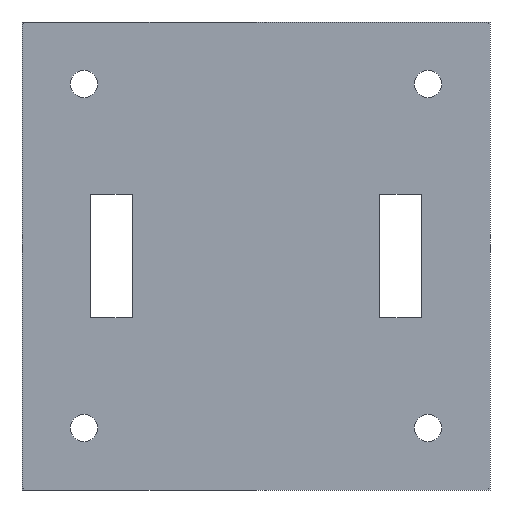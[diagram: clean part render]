
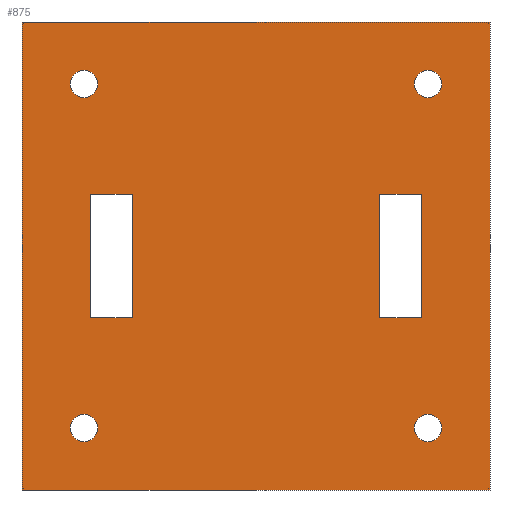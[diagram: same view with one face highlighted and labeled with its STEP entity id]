
A CAD part, left-side view. The second image highlights one B-rep face of the part: STEP entity #875.
In plain terms, the highlighted planar face has unit normal (-1, 0, 0).
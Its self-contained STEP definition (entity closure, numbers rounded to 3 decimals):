
#26=FACE_BOUND('',#166,.T.);
#27=FACE_BOUND('',#167,.T.);
#28=FACE_BOUND('',#168,.T.);
#29=FACE_BOUND('',#169,.T.);
#30=FACE_BOUND('',#170,.T.);
#31=FACE_BOUND('',#171,.T.);
#32=FACE_BOUND('',#172,.T.);
#67=PLANE('',#953);
#166=EDGE_LOOP('',(#759,#760,#761,#762));
#167=EDGE_LOOP('',(#763,#764,#765,#766));
#168=EDGE_LOOP('',(#767));
#169=EDGE_LOOP('',(#768));
#170=EDGE_LOOP('',(#769));
#171=EDGE_LOOP('',(#770));
#172=EDGE_LOOP('',(#771,#772,#773,#774));
#224=LINE('',#1332,#308);
#227=LINE('',#1337,#311);
#249=LINE('',#1391,#333);
#252=LINE('',#1396,#336);
#253=LINE('',#1399,#337);
#255=LINE('',#1402,#339);
#256=LINE('',#1405,#340);
#258=LINE('',#1408,#342);
#260=LINE('',#1425,#344);
#263=LINE('',#1431,#347);
#265=LINE('',#1434,#349);
#266=LINE('',#1436,#350);
#308=VECTOR('',#1079,9.);
#311=VECTOR('',#1084,3.);
#333=VECTOR('',#1126,9.);
#336=VECTOR('',#1131,3.);
#337=VECTOR('',#1134,3.);
#339=VECTOR('',#1138,9.);
#340=VECTOR('',#1141,3.);
#342=VECTOR('',#1145,9.);
#344=VECTOR('',#1165,34.);
#347=VECTOR('',#1170,34.);
#349=VECTOR('',#1174,34.);
#350=VECTOR('',#1177,34.);
#379=CIRCLE('',#940,1.);
#380=CIRCLE('',#942,1.);
#381=CIRCLE('',#944,1.);
#382=CIRCLE('',#946,1.);
#429=VERTEX_POINT('',#1329);
#430=VERTEX_POINT('',#1331);
#431=VERTEX_POINT('',#1335);
#452=VERTEX_POINT('',#1388);
#453=VERTEX_POINT('',#1390);
#454=VERTEX_POINT('',#1394);
#455=VERTEX_POINT('',#1398);
#456=VERTEX_POINT('',#1404);
#457=VERTEX_POINT('',#1410);
#458=VERTEX_POINT('',#1413);
#459=VERTEX_POINT('',#1416);
#460=VERTEX_POINT('',#1419);
#461=VERTEX_POINT('',#1422);
#462=VERTEX_POINT('',#1424);
#463=VERTEX_POINT('',#1428);
#464=VERTEX_POINT('',#1430);
#526=EDGE_CURVE('',#430,#429,#224,.T.);
#529=EDGE_CURVE('',#429,#431,#227,.T.);
#555=EDGE_CURVE('',#453,#452,#249,.T.);
#558=EDGE_CURVE('',#452,#454,#252,.T.);
#559=EDGE_CURVE('',#455,#430,#253,.T.);
#561=EDGE_CURVE('',#431,#455,#255,.T.);
#562=EDGE_CURVE('',#456,#453,#256,.T.);
#564=EDGE_CURVE('',#454,#456,#258,.T.);
#565=EDGE_CURVE('',#457,#457,#379,.T.);
#566=EDGE_CURVE('',#458,#458,#380,.T.);
#567=EDGE_CURVE('',#459,#459,#381,.T.);
#568=EDGE_CURVE('',#460,#460,#382,.T.);
#570=EDGE_CURVE('',#462,#461,#260,.T.);
#573=EDGE_CURVE('',#463,#464,#263,.T.);
#575=EDGE_CURVE('',#461,#464,#265,.T.);
#576=EDGE_CURVE('',#463,#462,#266,.T.);
#759=ORIENTED_EDGE('',*,*,#529,.T.);
#760=ORIENTED_EDGE('',*,*,#561,.T.);
#761=ORIENTED_EDGE('',*,*,#559,.T.);
#762=ORIENTED_EDGE('',*,*,#526,.T.);
#763=ORIENTED_EDGE('',*,*,#558,.T.);
#764=ORIENTED_EDGE('',*,*,#564,.T.);
#765=ORIENTED_EDGE('',*,*,#562,.T.);
#766=ORIENTED_EDGE('',*,*,#555,.T.);
#767=ORIENTED_EDGE('',*,*,#565,.T.);
#768=ORIENTED_EDGE('',*,*,#566,.T.);
#769=ORIENTED_EDGE('',*,*,#567,.T.);
#770=ORIENTED_EDGE('',*,*,#568,.T.);
#771=ORIENTED_EDGE('',*,*,#575,.T.);
#772=ORIENTED_EDGE('',*,*,#573,.F.);
#773=ORIENTED_EDGE('',*,*,#576,.T.);
#774=ORIENTED_EDGE('',*,*,#570,.T.);
#875=ADVANCED_FACE('',(#26,#27,#28,#29,#30,#31,#32),#67,.T.);
#940=AXIS2_PLACEMENT_3D('',#1411,#1148,#1149);
#942=AXIS2_PLACEMENT_3D('',#1414,#1152,#1153);
#944=AXIS2_PLACEMENT_3D('',#1417,#1156,#1157);
#946=AXIS2_PLACEMENT_3D('',#1420,#1160,#1161);
#953=AXIS2_PLACEMENT_3D('',#1443,#1186,#1187);
#1079=DIRECTION('',(0.,0.,1.));
#1084=DIRECTION('',(0.,-1.,0.));
#1126=DIRECTION('',(0.,0.,1.));
#1131=DIRECTION('',(0.,-1.,0.));
#1134=DIRECTION('',(0.,1.,0.));
#1138=DIRECTION('',(0.,0.,-1.));
#1141=DIRECTION('',(0.,1.,0.));
#1145=DIRECTION('',(0.,0.,-1.));
#1148=DIRECTION('center_axis',(1.,0.,0.));
#1149=DIRECTION('ref_axis',(0.,0.,1.));
#1152=DIRECTION('center_axis',(1.,0.,0.));
#1153=DIRECTION('ref_axis',(0.,0.,1.));
#1156=DIRECTION('center_axis',(1.,0.,0.));
#1157=DIRECTION('ref_axis',(0.,0.,1.));
#1160=DIRECTION('center_axis',(1.,0.,0.));
#1161=DIRECTION('ref_axis',(0.,0.,1.));
#1165=DIRECTION('',(0.,0.,1.));
#1170=DIRECTION('',(0.,0.,1.));
#1174=DIRECTION('',(0.,1.,0.));
#1177=DIRECTION('',(0.,-1.,0.));
#1186=DIRECTION('center_axis',(-1.,0.,0.));
#1187=DIRECTION('ref_axis',(0.,0.,1.));
#1329=CARTESIAN_POINT('',(-45.067,7.75,14.5));
#1331=CARTESIAN_POINT('',(-45.067,7.75,5.5));
#1332=CARTESIAN_POINT('',(-45.067,7.75,7.75));
#1335=CARTESIAN_POINT('',(-45.067,4.75,14.5));
#1337=CARTESIAN_POINT('',(-45.067,3.75,14.5));
#1388=CARTESIAN_POINT('',(-45.067,28.75,14.5));
#1390=CARTESIAN_POINT('',(-45.067,28.75,5.5));
#1391=CARTESIAN_POINT('',(-45.067,28.75,7.75));
#1394=CARTESIAN_POINT('',(-45.067,25.75,14.5));
#1396=CARTESIAN_POINT('',(-45.067,14.25,14.5));
#1398=CARTESIAN_POINT('',(-45.067,4.75,5.5));
#1399=CARTESIAN_POINT('',(-45.067,2.25,5.5));
#1402=CARTESIAN_POINT('',(-45.067,4.75,12.25));
#1404=CARTESIAN_POINT('',(-45.067,25.75,5.5));
#1405=CARTESIAN_POINT('',(-45.067,12.75,5.5));
#1408=CARTESIAN_POINT('',(-45.067,25.75,12.25));
#1410=CARTESIAN_POINT('',(-45.067,4.25,21.5));
#1411=CARTESIAN_POINT('Origin',(-45.067,4.25,22.5));
#1413=CARTESIAN_POINT('',(-45.067,4.25,-3.5));
#1414=CARTESIAN_POINT('Origin',(-45.067,4.25,-2.5));
#1416=CARTESIAN_POINT('',(-45.067,29.25,-3.5));
#1417=CARTESIAN_POINT('Origin',(-45.067,29.25,-2.5));
#1419=CARTESIAN_POINT('',(-45.067,29.25,21.5));
#1420=CARTESIAN_POINT('Origin',(-45.067,29.25,22.5));
#1422=CARTESIAN_POINT('',(-45.067,-0.25,27.));
#1424=CARTESIAN_POINT('',(-45.067,-0.25,-7.));
#1425=CARTESIAN_POINT('',(-45.067,-0.25,10.));
#1428=CARTESIAN_POINT('',(-45.067,33.75,-7.));
#1430=CARTESIAN_POINT('',(-45.067,33.75,27.));
#1431=CARTESIAN_POINT('',(-45.067,33.75,10.));
#1434=CARTESIAN_POINT('',(-45.067,33.75,27.));
#1436=CARTESIAN_POINT('',(-45.067,33.75,-7.));
#1443=CARTESIAN_POINT('Origin',(-45.067,-0.25,10.));
